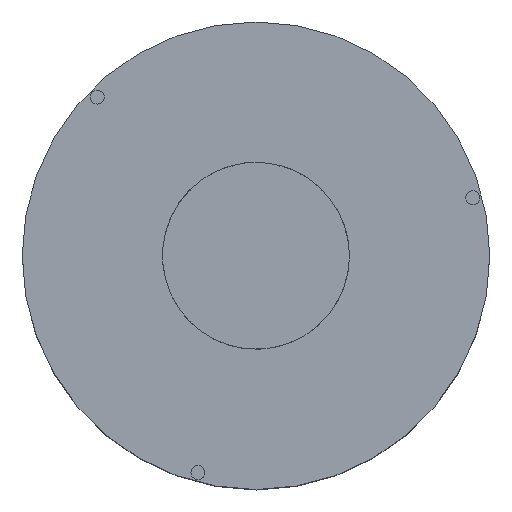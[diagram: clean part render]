
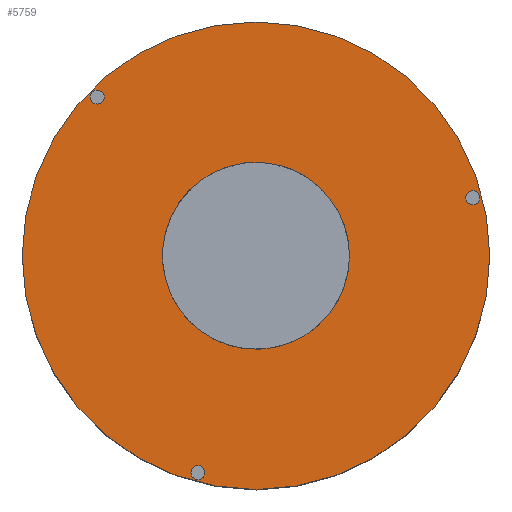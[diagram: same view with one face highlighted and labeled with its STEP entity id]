
A CAD part, top view. The second image highlights one B-rep face of the part: STEP entity #5759.
In plain terms, the highlighted planar face has unit normal (0, 0, 1).
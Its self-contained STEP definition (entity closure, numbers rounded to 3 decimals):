
#1632=PLANE('',#6061);
#1725=FACE_BOUND('',#2298,.T.);
#1726=FACE_BOUND('',#2299,.T.);
#1727=FACE_BOUND('',#2300,.T.);
#1728=FACE_BOUND('',#2301,.T.);
#1956=FACE_OUTER_BOUND('',#2297,.T.);
#2297=EDGE_LOOP('',(#5039));
#2298=EDGE_LOOP('',(#5040));
#2299=EDGE_LOOP('',(#5041));
#2300=EDGE_LOOP('',(#5042));
#2301=EDGE_LOOP('',(#5043));
#2394=CIRCLE('',#5851,5.25);
#2396=CIRCLE('',#5854,5.25);
#2398=CIRCLE('',#5857,5.25);
#2446=CIRCLE('',#6046,70.);
#2459=CIRCLE('',#6060,175.);
#2485=VERTEX_POINT('',#7406);
#2487=VERTEX_POINT('',#7411);
#2489=VERTEX_POINT('',#7416);
#2943=VERTEX_POINT('',#10218);
#2944=VERTEX_POINT('',#10233);
#3030=EDGE_CURVE('',#2485,#2485,#2394,.T.);
#3032=EDGE_CURVE('',#2487,#2487,#2396,.T.);
#3034=EDGE_CURVE('',#2489,#2489,#2398,.T.);
#3671=EDGE_CURVE('',#2943,#2943,#2446,.T.);
#3684=EDGE_CURVE('',#2944,#2944,#2459,.T.);
#5039=ORIENTED_EDGE('',*,*,#3684,.T.);
#5040=ORIENTED_EDGE('',*,*,#3030,.T.);
#5041=ORIENTED_EDGE('',*,*,#3032,.T.);
#5042=ORIENTED_EDGE('',*,*,#3034,.T.);
#5043=ORIENTED_EDGE('',*,*,#3671,.T.);
#5759=ADVANCED_FACE('',(#1956,#1725,#1726,#1727,#1728),#1632,.T.);
#5851=AXIS2_PLACEMENT_3D('',#7407,#6179,#6180);
#5854=AXIS2_PLACEMENT_3D('',#7412,#6185,#6186);
#5857=AXIS2_PLACEMENT_3D('',#7417,#6191,#6192);
#6046=AXIS2_PLACEMENT_3D('',#10219,#7002,#7003);
#6060=AXIS2_PLACEMENT_3D('',#10234,#7030,#7031);
#6061=AXIS2_PLACEMENT_3D('',#10235,#7032,#7033);
#6179=DIRECTION('center_axis',(0.,0.,-1.));
#6180=DIRECTION('ref_axis',(1.,0.,0.));
#6185=DIRECTION('center_axis',(0.,0.,-1.));
#6186=DIRECTION('ref_axis',(1.,0.,0.));
#6191=DIRECTION('center_axis',(0.,0.,-1.));
#6192=DIRECTION('ref_axis',(1.,0.,0.));
#7002=DIRECTION('center_axis',(0.,0.,-1.));
#7003=DIRECTION('ref_axis',(-1.,0.,0.));
#7030=DIRECTION('center_axis',(0.,0.,1.));
#7031=DIRECTION('ref_axis',(-1.,0.,0.));
#7032=DIRECTION('center_axis',(0.,0.,1.));
#7033=DIRECTION('ref_axis',(1.,0.,0.));
#7406=CARTESIAN_POINT('',(-48.732,-162.276,185.));
#7407=CARTESIAN_POINT('Origin',(-43.482,-162.276,185.));
#7411=CARTESIAN_POINT('',(157.026,43.482,185.));
#7412=CARTESIAN_POINT('Origin',(162.276,43.482,185.));
#7416=CARTESIAN_POINT('',(-124.044,118.794,185.));
#7417=CARTESIAN_POINT('Origin',(-118.794,118.794,185.));
#10218=CARTESIAN_POINT('',(70.,0.,185.));
#10219=CARTESIAN_POINT('Origin',(0.,0.,185.));
#10233=CARTESIAN_POINT('',(175.,0.,185.));
#10234=CARTESIAN_POINT('Origin',(0.,0.,185.));
#10235=CARTESIAN_POINT('Origin',(0.,0.,
185.));
